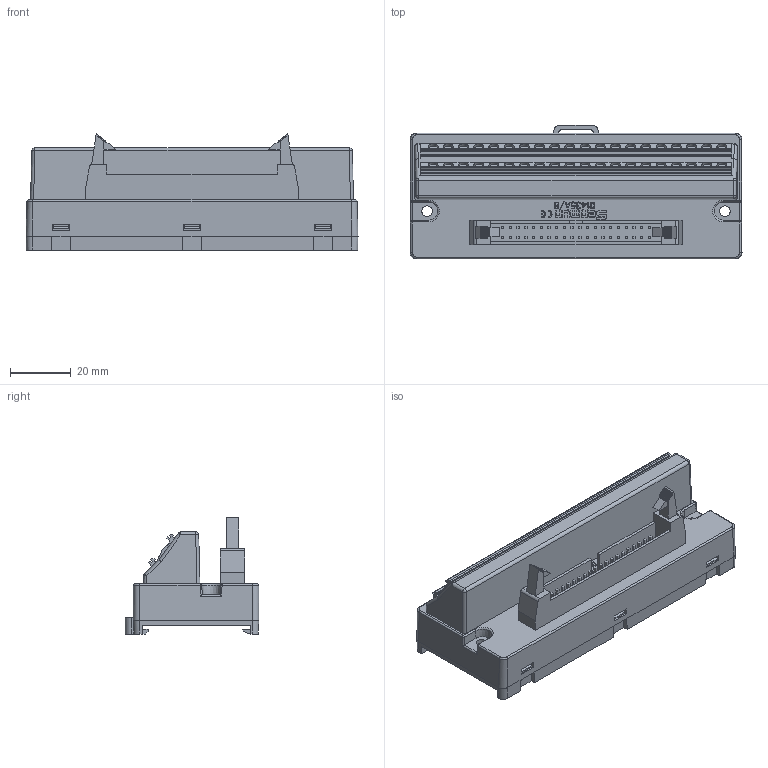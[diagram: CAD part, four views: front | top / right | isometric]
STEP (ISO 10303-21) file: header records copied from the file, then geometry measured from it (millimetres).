
FILE_DESCRIPTION(/* description */ (''),/* implementation_level */ '2;1');
FILE_NAME(/* name */ 'D1435A_B-E.stp',/* time_stamp */ '2024-08-08T14:19:49+08:00',/* author */ (''),/* organization */ (''),/* preprocessor_version */ 'ST-DEVELOPER v14',/* originating_system */ 'SIEMENS PLM Software NX 8.0',/* authorisation */ '');
FILE_SCHEMA (('AUTOMOTIVE_DESIGN { 1 0 10303 214 3 1 1 1 }'));
Length unit declared in the file: millimetre
Products named in the file (1): D1435A_B 3D_stp
Bounding box: 109.19 x 43.9 x 38.25 mm (x, y, z)
Volume: 88390.1 mm3; surface area: 26803.1 mm2
Topology: 1 solids, 4 shells, 872 faces, 2363 edges, 1547 vertices
Faces by surface type: plane 726, cylinder 110, extrusion 16, sphere 10, bspline 6, cone 2, torus 2
Full cylindrical faces by diameter (mm): 3.3 x40, 3.5 x2
Entity records: 28483 total; most frequent: CARTESIAN_POINT 5561, ORIENTED_EDGE 4542, DIRECTION 4248, EDGE_CURVE 2271, VECTOR 1934, LINE 1918, VERTEX_POINT 1505, AXIS2_PLACEMENT_3D 1157
